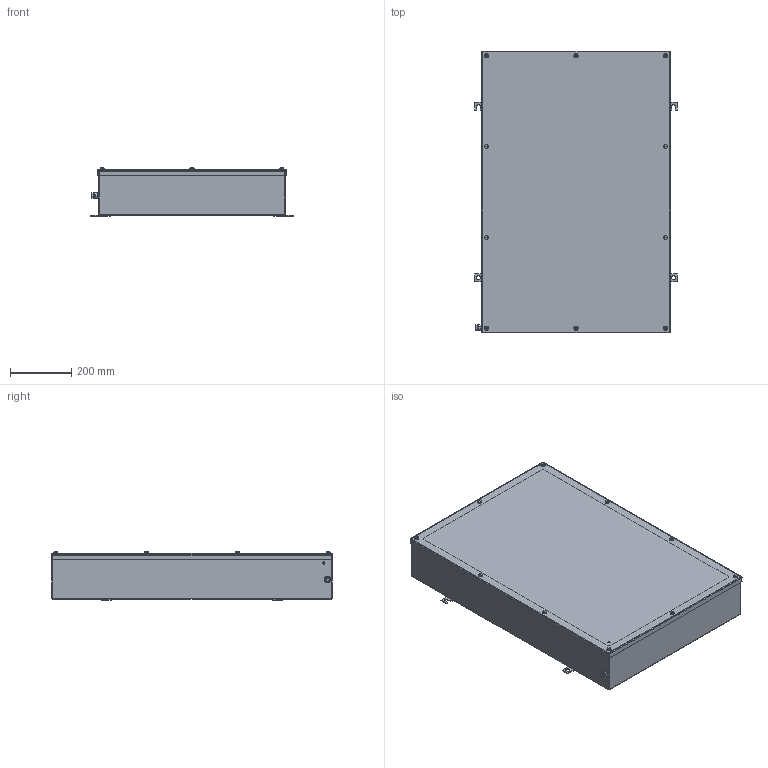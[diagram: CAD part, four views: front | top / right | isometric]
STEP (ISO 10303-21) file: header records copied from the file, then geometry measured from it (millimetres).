
FILE_DESCRIPTION(('CATIA V5 STEP Exchange','CAx-IF Rec.Pracs.--- Model Styling and Organization---1.4--- 2014-01-23'),'2;1');
FILE_NAME ('008699-4_2_1196600000_1196600000.stp','2019-09-25T09:34:01+00:00',('none'),('Weidmueller'),'CATIA Version 5-6 Release 2016 SP3 HF44','CATIA V5 STEP AP214','none');
FILE_SCHEMA(('AUTOMOTIVE_DESIGN { 1 0 10303 214 1 1 1 1 }'));
Length unit declared in the file: millimetre
Products named in the file (1): Product5_AllCATPart
Bounding box: 661 x 919 x 158.5 mm (x, y, z)
Volume: 2798617.9 mm3; surface area: 3587047.6 mm2
Topology: 55 solids, 55 shells, 1039 faces, 2348 edges, 1455 vertices
Faces by surface type: plane 437, cylinder 414, cone 166, sphere 16, torus 6
Entity records: 27194 total; most frequent: CARTESIAN_POINT 5364, ORIENTED_EDGE 4588, DIRECTION 3671, EDGE_CURVE 2294, AXIS2_PLACEMENT_3D 1659, VERTEX_POINT 1455, VECTOR 1260, LINE 1260
